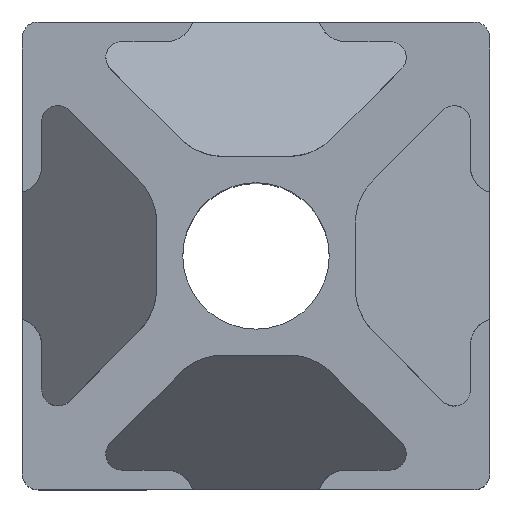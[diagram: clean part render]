
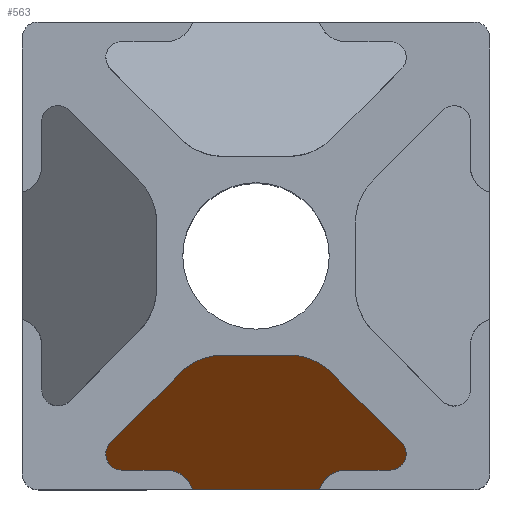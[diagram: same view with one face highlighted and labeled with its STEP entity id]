
A CAD part, top view. The second image highlights one B-rep face of the part: STEP entity #563.
In plain terms, the highlighted planar face has unit normal (0, -0.707, 0.707).
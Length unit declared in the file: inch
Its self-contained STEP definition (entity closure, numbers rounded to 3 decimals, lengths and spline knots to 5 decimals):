
#38 = EDGE_CURVE ( 'NONE', #483, #1970, #41, .T. ) ;
#41 = LINE ( 'NONE', #199, #2098 ) ;
#43 = CARTESIAN_POINT ( 'NONE',  ( 0.21558, -0.29365, 1.05135 ) ) ;
#75 = CARTESIAN_POINT ( 'NONE',  ( -0.1451, -0.403, 0.942 ) ) ;
#127 = EDGE_CURVE ( 'NONE', #1970, #370, #764, .T. ) ;
#164 =( BOUNDED_CURVE ( )  B_SPLINE_CURVE ( 3, ( #1307, #75, #1523, #289 ),
 .UNSPECIFIED., .F., .T. ) 
 B_SPLINE_CURVE_WITH_KNOTS ( ( 4, 4 ),
 ( 3.14159, 4.42989 ),
 .UNSPECIFIED. ) 
 CURVE ( )  GEOMETRIC_REPRESENTATION_ITEM ( )  RATIONAL_B_SPLINE_CURVE ( ( 1., 0.866, 0.866, 1. ) ) 
 REPRESENTATION_ITEM ( '' )  );
#174 = CARTESIAN_POINT ( 'NONE',  ( 0.1688, -0.403, 0.942 ) ) ;
#180 = CARTESIAN_POINT ( 'NONE',  ( -0.25261, -0.403, 0.942 ) ) ;
#197 = LINE ( 'NONE', #1887, #1787 ) ;
#199 = CARTESIAN_POINT ( 'NONE',  ( -0.11953, -0.44, 0.905 ) ) ;
#220 = EDGE_LOOP ( 'NONE', ( #1990, #2092, #1194, #919, #2610, #2251, #1948, #2211, #2286, #1982, #2347, #2056, #609 ) ) ;
#225 = VERTEX_POINT ( 'NONE', #2002 ) ;
#289 = CARTESIAN_POINT ( 'NONE',  ( -0.11953, -0.44, 0.905 ) ) ;
#330 = LINE ( 'NONE', #43, #1108 ) ;
#341 = CARTESIAN_POINT ( 'NONE',  ( 0.27358, -0.35154, 0.99346 ) ) ;
#343 = DIRECTION ( 'NONE',  ( 0., -0.707, -0.707 ) ) ;
#359 = VECTOR ( 'NONE', #1116, 39.37008 ) ;
#370 = VERTEX_POINT ( 'NONE', #826 ) ;
#376 = CARTESIAN_POINT ( 'NONE',  ( 0.11953, -0.44, 0.905 ) ) ;
#397 = DIRECTION ( 'NONE',  ( 1., 0., 0. ) ) ;
#475 = CARTESIAN_POINT ( 'NONE',  ( -0.28261, -0.373, 0.972 ) ) ;
#483 = VERTEX_POINT ( 'NONE', #1132 ) ;
#563 = ADVANCED_FACE ( 'NONE', ( #751 ), #1572, .T. ) ;
#587 = CARTESIAN_POINT ( 'NONE',  ( -0.12056, -0.1988, 1.1462 ) ) ;
#590 = CARTESIAN_POINT ( 'NONE',  ( 0.1451, -0.403, 0.942 ) ) ;
#595 = VERTEX_POINT ( 'NONE', #971 ) ;
#596 = CARTESIAN_POINT ( 'NONE',  ( 0.27358, -0.35154, 0.99346 ) ) ;
#609 = ORIENTED_EDGE ( 'NONE', *, *, #1883, .T. ) ;
#633 = VECTOR ( 'NONE', #1621, 39.37008 ) ;
#634 = EDGE_CURVE ( 'NONE', #595, #225, #1520, .T. ) ;
#641 = VERTEX_POINT ( 'NONE', #1798 ) ;
#669 = CARTESIAN_POINT ( 'NONE',  ( -0.06117, -0.187, 1.158 ) ) ;
#687 = CARTESIAN_POINT ( 'NONE',  ( -0.27019, -0.403, 0.942 ) ) ;
#710 = CARTESIAN_POINT ( 'NONE',  ( -0.30324, -0.38114, 0.96386 ) ) ;
#739 = CARTESIAN_POINT ( 'NONE',  ( 0.2523, -0.403, 0.942 ) ) ;
#749 = DIRECTION ( 'NONE',  ( 0., -0.707, 0.707 ) ) ;
#751 = FACE_OUTER_BOUND ( 'NONE', #220, .T. ) ;
#764 =( BOUNDED_CURVE ( )  B_SPLINE_CURVE ( 3, ( #376, #1397, #590, #174 ),
 .UNSPECIFIED., .F., .T. ) 
 B_SPLINE_CURVE_WITH_KNOTS ( ( 4, 4 ),
 ( 1.85329, 3.14159 ),
 .UNSPECIFIED. ) 
 CURVE ( )  GEOMETRIC_REPRESENTATION_ITEM ( )  RATIONAL_B_SPLINE_CURVE ( ( 1., 0.866, 0.866, 1. ) ) 
 REPRESENTATION_ITEM ( '' )  );
#774 = CARTESIAN_POINT ( 'NONE',  ( 0.14241, -0.22061, 1.12439 ) ) ;
#784 = CARTESIAN_POINT ( 'NONE',  ( 0.06117, -0.187, 1.158 ) ) ;
#790 = CARTESIAN_POINT ( 'NONE',  ( 0.28386, -0.403, 0.942 ) ) ;
#826 = CARTESIAN_POINT ( 'NONE',  ( 0.1688, -0.403, 0.942 ) ) ;
#847 = EDGE_CURVE ( 'NONE', #641, #1687, #2265, .T. ) ;
#888 = EDGE_CURVE ( 'NONE', #1014, #1754, #1802, .T. ) ;
#905 = VERTEX_POINT ( 'NONE', #180 ) ;
#917 = EDGE_CURVE ( 'NONE', #1349, #1364, #1315, .T. ) ;
#919 = ORIENTED_EDGE ( 'NONE', *, *, #933, .T. ) ;
#933 = EDGE_CURVE ( 'NONE', #370, #1349, #1935, .T. ) ;
#958 = CARTESIAN_POINT ( 'NONE',  ( 0.06117, -0.187, 1.158 ) ) ;
#971 = CARTESIAN_POINT ( 'NONE',  ( -0.27381, -0.35177, 0.99323 ) ) ;
#984 = CARTESIAN_POINT ( 'NONE',  ( 0.12056, -0.1988, 1.1462 ) ) ;
#993 = CARTESIAN_POINT ( 'NONE',  ( -0.06117, -0.187, 1.158 ) ) ;
#1008 = CARTESIAN_POINT ( 'NONE',  ( 0.2523, -0.403, 0.942 ) ) ;
#1014 = VERTEX_POINT ( 'NONE', #669 ) ;
#1021 = CARTESIAN_POINT ( 'NONE',  ( -0.1688, -0.403, 0.942 ) ) ;
#1108 = VECTOR ( 'NONE', #1268, 39.37008 ) ;
#1116 = DIRECTION ( 'NONE',  ( -0.578, -0.577, -0.577 ) ) ;
#1120 =( BOUNDED_CURVE ( )  B_SPLINE_CURVE ( 3, ( #475, #1922, #687, #2118 ),
 .UNSPECIFIED., .F., .T. ) 
 B_SPLINE_CURVE_WITH_KNOTS ( ( 4, 4 ),
 ( 4.71239, 6.28319 ),
 .UNSPECIFIED. ) 
 CURVE ( )  GEOMETRIC_REPRESENTATION_ITEM ( )  RATIONAL_B_SPLINE_CURVE ( ( 1., 0.805, 0.805, 1. ) ) 
 REPRESENTATION_ITEM ( '' )  );
#1132 = CARTESIAN_POINT ( 'NONE',  ( -0.11953, -0.44, 0.905 ) ) ;
#1174 = CARTESIAN_POINT ( 'NONE',  ( -0.14241, -0.22061, 1.12439 ) ) ;
#1194 = ORIENTED_EDGE ( 'NONE', *, *, #127, .T. ) ;
#1210 = CARTESIAN_POINT ( 'NONE',  ( -0.28261, -0.373, 0.972 ) ) ;
#1268 = DIRECTION ( 'NONE',  ( -0.578, 0.577, 0.577 ) ) ;
#1307 = CARTESIAN_POINT ( 'NONE',  ( -0.1688, -0.403, 0.942 ) ) ;
#1315 =( BOUNDED_CURVE ( )  B_SPLINE_CURVE ( 3, ( #1826, #790, #2625, #596 ),
 .UNSPECIFIED., .F., .T. ) 
 B_SPLINE_CURVE_WITH_KNOTS ( ( 4, 4 ),
 ( 0., 2.35711 ),
 .UNSPECIFIED. ) 
 CURVE ( )  GEOMETRIC_REPRESENTATION_ITEM ( )  RATIONAL_B_SPLINE_CURVE ( ( 1., 0.588, 0.588, 1. ) ) 
 REPRESENTATION_ITEM ( '' )  );
#1349 = VERTEX_POINT ( 'NONE', #739 ) ;
#1364 = VERTEX_POINT ( 'NONE', #341 ) ;
#1369 = CARTESIAN_POINT ( 'NONE',  ( -0.11953, -0.44, 0.905 ) ) ;
#1397 = CARTESIAN_POINT ( 'NONE',  ( 0.12614, -0.41724, 0.92776 ) ) ;
#1482 = EDGE_CURVE ( 'NONE', #225, #905, #1120, .T. ) ;
#1493 = CARTESIAN_POINT ( 'NONE',  ( 0.11953, -0.44, 0.905 ) ) ;
#1520 =( BOUNDED_CURVE ( )  B_SPLINE_CURVE ( 3, ( #2205, #2003, #2413, #1210 ),
 .UNSPECIFIED., .F., .T. ) 
 B_SPLINE_CURVE_WITH_KNOTS ( ( 4, 4 ),
 ( 3.92608, 4.71239 ),
 .UNSPECIFIED. ) 
 CURVE ( )  GEOMETRIC_REPRESENTATION_ITEM ( )  RATIONAL_B_SPLINE_CURVE ( ( 1., 0.949, 0.949, 1. ) ) 
 REPRESENTATION_ITEM ( '' )  );
#1523 = CARTESIAN_POINT ( 'NONE',  ( -0.12614, -0.41724, 0.92776 ) ) ;
#1527 = EDGE_CURVE ( 'NONE', #1789, #483, #164, .T. ) ;
#1572 = PLANE ( 'NONE',  #2629 ) ;
#1621 = DIRECTION ( 'NONE',  ( -1., 0., 0. ) ) ;
#1680 = DIRECTION ( 'NONE',  ( 1., 0., 0. ) ) ;
#1687 = VERTEX_POINT ( 'NONE', #958 ) ;
#1754 = VERTEX_POINT ( 'NONE', #1174 ) ;
#1787 = VECTOR ( 'NONE', #1680, 39.37008 ) ;
#1789 = VERTEX_POINT ( 'NONE', #1021 ) ;
#1798 = CARTESIAN_POINT ( 'NONE',  ( 0.14241, -0.22061, 1.12439 ) ) ;
#1802 =( BOUNDED_CURVE ( )  B_SPLINE_CURVE ( 3, ( #1824, #2019, #587, #2228 ),
 .UNSPECIFIED., .F., .T. ) 
 B_SPLINE_CURVE_WITH_KNOTS ( ( 4, 4 ),
 ( 3.14159, 3.92608 ),
 .UNSPECIFIED. ) 
 CURVE ( )  GEOMETRIC_REPRESENTATION_ITEM ( )  RATIONAL_B_SPLINE_CURVE ( ( 1., 0.949, 0.949, 1. ) ) 
 REPRESENTATION_ITEM ( '' )  );
#1806 = LINE ( 'NONE', #993, #633 ) ;
#1810 = VECTOR ( 'NONE', #2644, 39.37008 ) ;
#1824 = CARTESIAN_POINT ( 'NONE',  ( -0.06117, -0.187, 1.158 ) ) ;
#1826 = CARTESIAN_POINT ( 'NONE',  ( 0.2523, -0.403, 0.942 ) ) ;
#1883 = EDGE_CURVE ( 'NONE', #905, #1789, #197, .T. ) ;
#1887 = CARTESIAN_POINT ( 'NONE',  ( -0.1688, -0.403, 0.942 ) ) ;
#1922 = CARTESIAN_POINT ( 'NONE',  ( -0.28261, -0.39057, 0.95443 ) ) ;
#1935 = LINE ( 'NONE', #1008, #1810 ) ;
#1948 = ORIENTED_EDGE ( 'NONE', *, *, #847, .T. ) ;
#1970 = VERTEX_POINT ( 'NONE', #1493 ) ;
#1982 = ORIENTED_EDGE ( 'NONE', *, *, #2065, .T. ) ;
#1990 = ORIENTED_EDGE ( 'NONE', *, *, #1527, .T. ) ;
#2002 = CARTESIAN_POINT ( 'NONE',  ( -0.28261, -0.373, 0.972 ) ) ;
#2003 = CARTESIAN_POINT ( 'NONE',  ( -0.27952, -0.35747, 0.98753 ) ) ;
#2013 = CARTESIAN_POINT ( 'NONE',  ( 0.09204, -0.187, 1.158 ) ) ;
#2019 = CARTESIAN_POINT ( 'NONE',  ( -0.09204, -0.187, 1.158 ) ) ;
#2056 = ORIENTED_EDGE ( 'NONE', *, *, #1482, .T. ) ;
#2065 = EDGE_CURVE ( 'NONE', #1754, #595, #2537, .T. ) ;
#2092 = ORIENTED_EDGE ( 'NONE', *, *, #38, .T. ) ;
#2098 = VECTOR ( 'NONE', #397, 39.37008 ) ;
#2118 = CARTESIAN_POINT ( 'NONE',  ( -0.25261, -0.403, 0.942 ) ) ;
#2205 = CARTESIAN_POINT ( 'NONE',  ( -0.27381, -0.35177, 0.99323 ) ) ;
#2211 = ORIENTED_EDGE ( 'NONE', *, *, #2643, .T. ) ;
#2228 = CARTESIAN_POINT ( 'NONE',  ( -0.14241, -0.22061, 1.12439 ) ) ;
#2251 = ORIENTED_EDGE ( 'NONE', *, *, #2383, .T. ) ;
#2265 =( BOUNDED_CURVE ( )  B_SPLINE_CURVE ( 3, ( #774, #984, #2013, #784 ),
 .UNSPECIFIED., .F., .T. ) 
 B_SPLINE_CURVE_WITH_KNOTS ( ( 4, 4 ),
 ( 2.35711, 3.14159 ),
 .UNSPECIFIED. ) 
 CURVE ( )  GEOMETRIC_REPRESENTATION_ITEM ( )  RATIONAL_B_SPLINE_CURVE ( ( 1., 0.949, 0.949, 1. ) ) 
 REPRESENTATION_ITEM ( '' )  );
#2286 = ORIENTED_EDGE ( 'NONE', *, *, #888, .T. ) ;
#2347 = ORIENTED_EDGE ( 'NONE', *, *, #634, .T. ) ;
#2383 = EDGE_CURVE ( 'NONE', #1364, #641, #330, .T. ) ;
#2413 = CARTESIAN_POINT ( 'NONE',  ( -0.28261, -0.36493, 0.98007 ) ) ;
#2537 = LINE ( 'NONE', #710, #359 ) ;
#2610 = ORIENTED_EDGE ( 'NONE', *, *, #917, .T. ) ;
#2625 = CARTESIAN_POINT ( 'NONE',  ( 0.29592, -0.37384, 0.97116 ) ) ;
#2629 = AXIS2_PLACEMENT_3D ( 'NONE', #1369, #749, #343 ) ;
#2643 = EDGE_CURVE ( 'NONE', #1687, #1014, #1806, .T. ) ;
#2644 = DIRECTION ( 'NONE',  ( 1., 0., 0. ) ) ;
